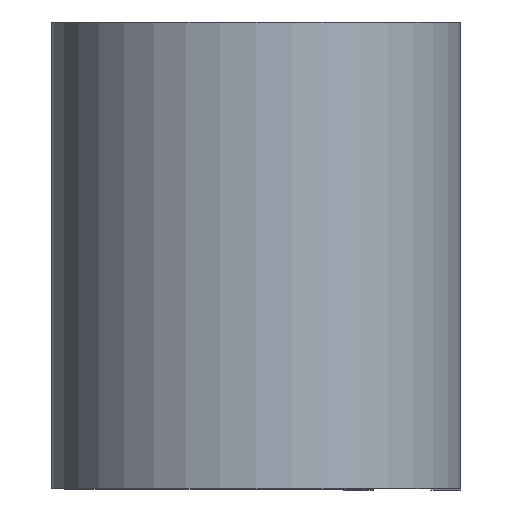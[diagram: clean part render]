
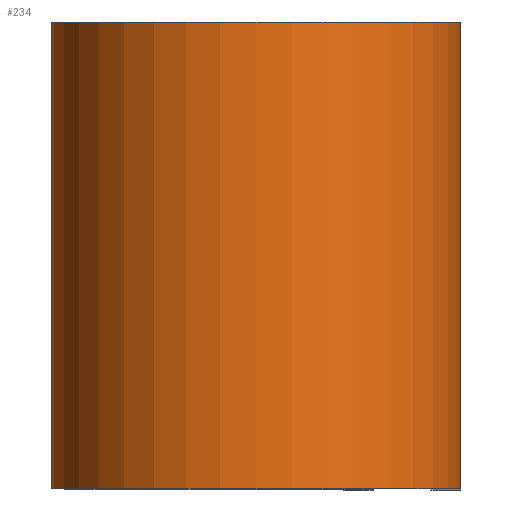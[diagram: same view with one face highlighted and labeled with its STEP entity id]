
A CAD part, top view. The second image highlights one B-rep face of the part: STEP entity #234.
In plain terms, the highlighted cylindrical face has radius 5.575 mm (diameter 11.151 mm), a partial arc.
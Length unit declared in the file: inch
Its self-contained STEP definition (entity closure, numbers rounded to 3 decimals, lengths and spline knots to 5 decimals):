
#4 = CIRCLE ( 'NONE', #372, 0.2195 ) ;
#21 = VECTOR ( 'NONE', #616, 39.37008 ) ;
#34 = LINE ( 'NONE', #280, #246 ) ;
#86 = DIRECTION ( 'NONE',  ( 0., 0., -1. ) ) ;
#96 = EDGE_LOOP ( 'NONE', ( #198, #584, #626, #630 ) ) ;
#115 = VERTEX_POINT ( 'NONE', #262 ) ;
#123 = AXIS2_PLACEMENT_3D ( 'NONE', #356, #194, #251 ) ;
#140 = CARTESIAN_POINT ( 'NONE',  ( 0., 0.25, -0.2195 ) ) ;
#143 = CIRCLE ( 'NONE', #123, 0.2195 ) ;
#187 = CARTESIAN_POINT ( 'NONE',  ( 0., 0.25, 0. ) ) ;
#194 = DIRECTION ( 'NONE',  ( 0., 1., 0. ) ) ;
#198 = ORIENTED_EDGE ( 'NONE', *, *, #366, .T. ) ;
#202 = CARTESIAN_POINT ( 'NONE',  ( 0., -0.25, 0. ) ) ;
#206 = EDGE_CURVE ( 'NONE', #263, #252, #384, .T. ) ;
#229 = DIRECTION ( 'NONE',  ( 0., -1., 0. ) ) ;
#234 = ADVANCED_FACE ( 'NONE', ( #288 ), #424, .T. ) ;
#246 = VECTOR ( 'NONE', #229, 39.37008 ) ;
#251 = DIRECTION ( 'NONE',  ( 1., 0., 0. ) ) ;
#252 = VERTEX_POINT ( 'NONE', #577 ) ;
#262 = CARTESIAN_POINT ( 'NONE',  ( 0.2195, -0.25, 0. ) ) ;
#263 = VERTEX_POINT ( 'NONE', #140 ) ;
#280 = CARTESIAN_POINT ( 'NONE',  ( 0.2195, 0.25, 0. ) ) ;
#288 = FACE_OUTER_BOUND ( 'NONE', #96, .T. ) ;
#300 = DIRECTION ( 'NONE',  ( 0., 1., 0. ) ) ;
#327 = CARTESIAN_POINT ( 'NONE',  ( 0., 0.25, -0.2195 ) ) ;
#356 = CARTESIAN_POINT ( 'NONE',  ( 0., 0.25, 0. ) ) ;
#366 = EDGE_CURVE ( 'NONE', #252, #115, #4, .T. ) ;
#372 = AXIS2_PLACEMENT_3D ( 'NONE', #202, #300, #453 ) ;
#384 = LINE ( 'NONE', #327, #21 ) ;
#389 = DIRECTION ( 'NONE',  ( 0., -1., 0. ) ) ;
#424 = CYLINDRICAL_SURFACE ( 'NONE', #513, 0.2195 ) ;
#453 = DIRECTION ( 'NONE',  ( 1., 0., 0. ) ) ;
#492 = EDGE_CURVE ( 'NONE', #496, #115, #34, .T. ) ;
#496 = VERTEX_POINT ( 'NONE', #622 ) ;
#513 = AXIS2_PLACEMENT_3D ( 'NONE', #187, #389, #86 ) ;
#577 = CARTESIAN_POINT ( 'NONE',  ( 0., -0.25, -0.2195 ) ) ;
#584 = ORIENTED_EDGE ( 'NONE', *, *, #492, .F. ) ;
#616 = DIRECTION ( 'NONE',  ( 0., -1., 0. ) ) ;
#622 = CARTESIAN_POINT ( 'NONE',  ( 0.2195, 0.25, 0. ) ) ;
#626 = ORIENTED_EDGE ( 'NONE', *, *, #631, .F. ) ;
#630 = ORIENTED_EDGE ( 'NONE', *, *, #206, .T. ) ;
#631 = EDGE_CURVE ( 'NONE', #263, #496, #143, .T. ) ;
